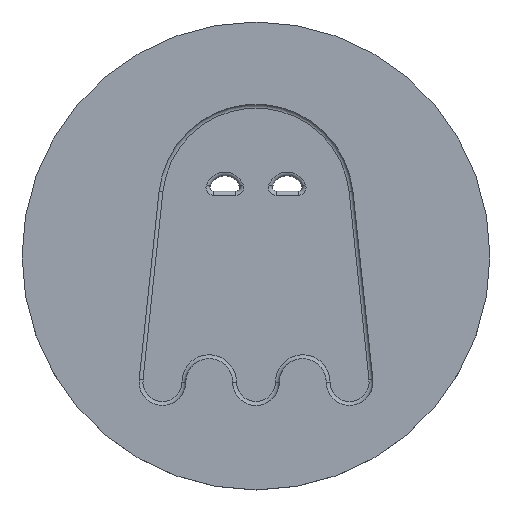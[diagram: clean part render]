
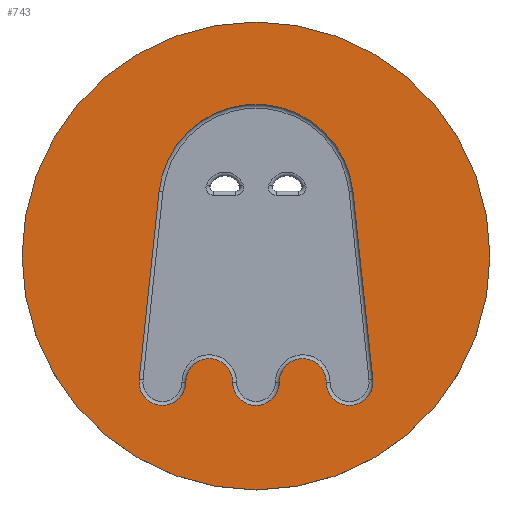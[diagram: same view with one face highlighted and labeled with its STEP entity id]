
A CAD part, top view. The second image highlights one B-rep face of the part: STEP entity #743.
In plain terms, the highlighted planar face has unit normal (0, 0, 1).
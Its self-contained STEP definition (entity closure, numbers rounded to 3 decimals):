
#59=LINE('',#1194,#103);
#60=LINE('',#1207,#104);
#103=VECTOR('',#924,1000.);
#104=VECTOR('',#935,1000.);
#147=ORIENTED_EDGE('',*,*,#367,.F.);
#148=ORIENTED_EDGE('',*,*,#368,.F.);
#149=ORIENTED_EDGE('',*,*,#369,.F.);
#150=ORIENTED_EDGE('',*,*,#370,.F.);
#151=ORIENTED_EDGE('',*,*,#371,.F.);
#152=ORIENTED_EDGE('',*,*,#372,.F.);
#153=ORIENTED_EDGE('',*,*,#373,.F.);
#154=ORIENTED_EDGE('',*,*,#374,.F.);
#155=ORIENTED_EDGE('',*,*,#375,.F.);
#367=EDGE_CURVE('',#477,#477,#547,.T.);
#368=EDGE_CURVE('',#478,#479,#59,.T.);
#369=EDGE_CURVE('',#480,#478,#548,.T.);
#370=EDGE_CURVE('',#481,#480,#549,.T.);
#371=EDGE_CURVE('',#482,#481,#550,.T.);
#372=EDGE_CURVE('',#483,#482,#551,.T.);
#373=EDGE_CURVE('',#484,#483,#552,.T.);
#374=EDGE_CURVE('',#485,#484,#60,.T.);
#375=EDGE_CURVE('',#479,#485,#553,.T.);
#477=VERTEX_POINT('',#1193);
#478=VERTEX_POINT('',#1195);
#479=VERTEX_POINT('',#1196);
#480=VERTEX_POINT('',#1198);
#481=VERTEX_POINT('',#1200);
#482=VERTEX_POINT('',#1202);
#483=VERTEX_POINT('',#1204);
#484=VERTEX_POINT('',#1206);
#485=VERTEX_POINT('',#1208);
#547=CIRCLE('',#806,30.);
#548=CIRCLE('',#807,3.);
#549=CIRCLE('',#808,3.);
#550=CIRCLE('',#809,3.);
#551=CIRCLE('',#810,3.);
#552=CIRCLE('',#811,3.);
#553=CIRCLE('',#812,12.5);
#611=EDGE_LOOP('',(#147));
#612=EDGE_LOOP('',(#148,#149,#150,#151,#152,#153,#154,#155));
#671=FACE_BOUND('',#611,.T.);
#672=FACE_BOUND('',#612,.T.);
#731=PLANE('',#805);
#743=ADVANCED_FACE('',(#671,#672),#731,.F.);
#805=AXIS2_PLACEMENT_3D('',#1191,#920,#921);
#806=AXIS2_PLACEMENT_3D('',#1192,#922,#923);
#807=AXIS2_PLACEMENT_3D('',#1197,#925,#926);
#808=AXIS2_PLACEMENT_3D('',#1199,#927,#928);
#809=AXIS2_PLACEMENT_3D('',#1201,#929,#930);
#810=AXIS2_PLACEMENT_3D('',#1203,#931,#932);
#811=AXIS2_PLACEMENT_3D('',#1205,#933,#934);
#812=AXIS2_PLACEMENT_3D('',#1209,#936,#937);
#920=DIRECTION('',(0.,0.,-1.));
#921=DIRECTION('',(-1.,0.,0.));
#922=DIRECTION('',(0.,0.,-1.));
#923=DIRECTION('',(1.,0.,0.));
#924=DIRECTION('',(-0.105,0.994,0.));
#925=DIRECTION('',(0.,0.,1.));
#926=DIRECTION('',(-1.,0.,0.));
#927=DIRECTION('',(0.,0.,-1.));
#928=DIRECTION('',(1.,0.,0.));
#929=DIRECTION('',(0.,0.,1.));
#930=DIRECTION('',(1.,0.,0.));
#931=DIRECTION('',(0.,0.,-1.));
#932=DIRECTION('',(-1.,0.,0.));
#933=DIRECTION('',(0.,0.,1.));
#934=DIRECTION('',(0.,1.,0.));
#935=DIRECTION('',(-0.105,-0.994,0.));
#936=DIRECTION('',(0.,0.,1.));
#937=DIRECTION('',(1.,0.,0.));
#1191=CARTESIAN_POINT('',(0.,0.,2.5));
#1192=CARTESIAN_POINT('',(0.,0.,2.5));
#1193=CARTESIAN_POINT('',(30.,0.,2.5));
#1194=CARTESIAN_POINT('',(14.983,-15.848,2.5));
#1195=CARTESIAN_POINT('',(14.983,-15.848,2.5));
#1196=CARTESIAN_POINT('',(12.431,8.277,2.5));
#1197=CARTESIAN_POINT('',(11.999,-16.164,2.5));
#1198=CARTESIAN_POINT('',(8.999,-16.164,2.5));
#1199=CARTESIAN_POINT('',(5.999,-16.164,2.5));
#1200=CARTESIAN_POINT('',(3.,-16.206,2.5));
#1201=CARTESIAN_POINT('',(0.,-16.164,2.5));
#1202=CARTESIAN_POINT('',(-3.,-16.206,2.5));
#1203=CARTESIAN_POINT('',(-5.999,-16.164,2.5));
#1204=CARTESIAN_POINT('',(-8.999,-16.164,2.5));
#1205=CARTESIAN_POINT('',(-11.999,-16.164,2.5));
#1206=CARTESIAN_POINT('',(-14.983,-15.848,2.5));
#1207=CARTESIAN_POINT('',(-14.983,-15.848,2.5));
#1208=CARTESIAN_POINT('',(-12.431,8.277,2.5));
#1209=CARTESIAN_POINT('',(0.,6.962,2.5));
